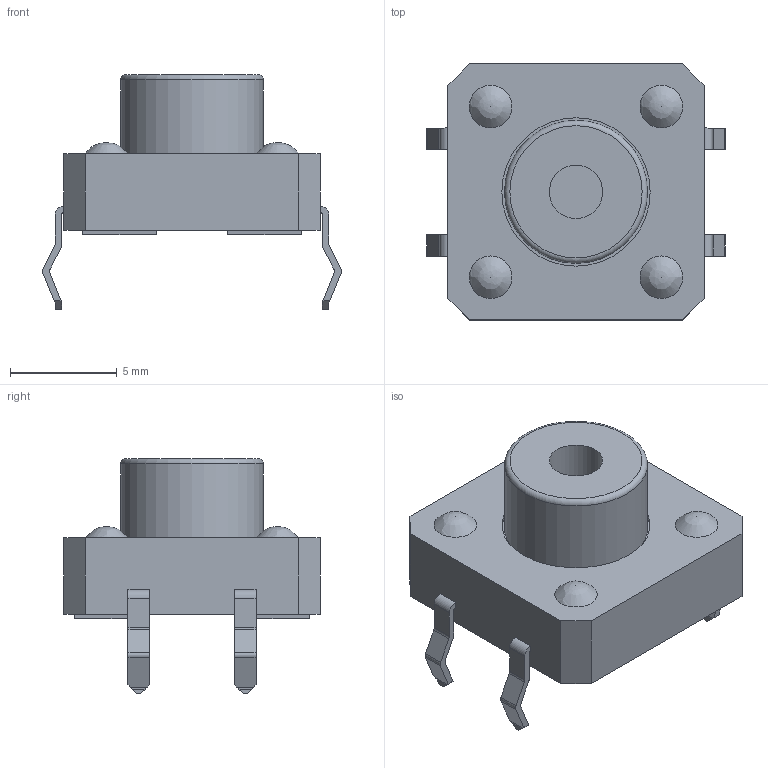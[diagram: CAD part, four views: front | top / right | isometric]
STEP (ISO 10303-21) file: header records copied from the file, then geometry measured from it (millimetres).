
FILE_DESCRIPTION((' '),'2;1');
FILE_NAME('TL1100EFxxxx.stp','2017-07-19T14:44:26',(' '),(' '),' ','ACIS',' ');
FILE_SCHEMA(('CONFIG_CONTROL_DESIGN'));
Length unit declared in the file: inch
Products named in the file (1): TL1100EFxxxx.stp
Bounding box: 14 x 12 x 11 mm (x, y, z)
Volume: 541.6 mm3; surface area: 872.3 mm2
Topology: 1 solids, 2 shells, 235 faces, 609 edges, 402 vertices
Faces by surface type: plane 164, cylinder 61, torus 5, bspline 4, cone 1
Full cylindrical faces by diameter (mm): 2.5 x1, 3 x1, 4.84 x1, 6.7 x1, 6.95 x1
Entity records: 7169 total; most frequent: CARTESIAN_POINT 1319, ORIENTED_EDGE 1172, DIRECTION 1168, EDGE_CURVE 586, VECTOR 468, LINE 468, VERTEX_POINT 393, AXIS2_PLACEMENT_3D 350
